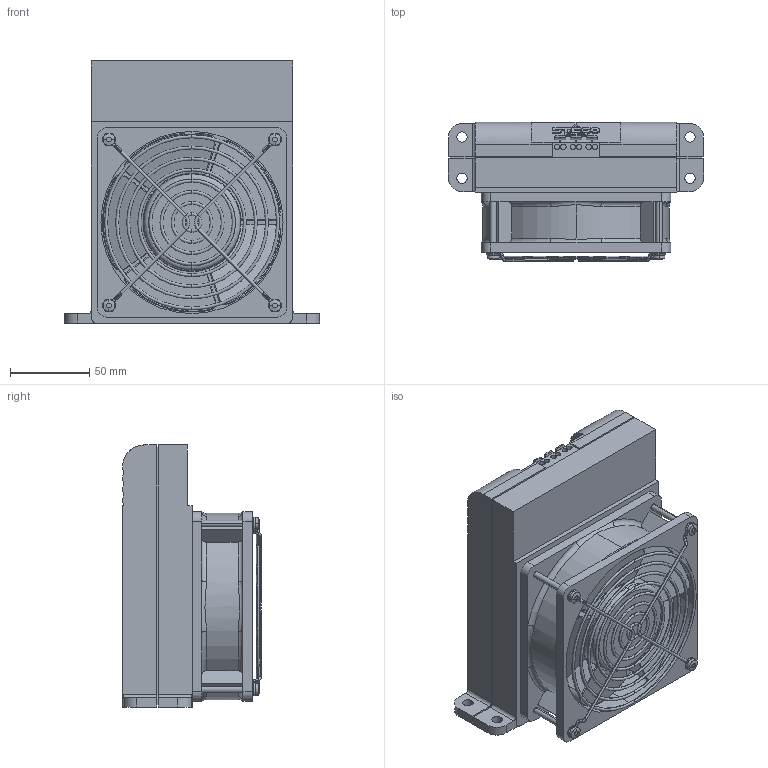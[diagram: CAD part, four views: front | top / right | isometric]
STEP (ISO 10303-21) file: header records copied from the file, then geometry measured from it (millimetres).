
FILE_DESCRIPTION (( 'STEP AP214' ), '1' );
FILE_NAME ('HVI03080.0-01_eplan_08_2013.STEP', '2013-08-19T15:42:49', ( 'Nutzer' ), ( '' ), 'SwSTEP 2.0', 'SolidWorks 2013', '' );
FILE_SCHEMA (( 'AUTOMOTIVE_DESIGN' ));
Length unit declared in the file: millimetre
Products named in the file (1): HVI03080.0-01_eplan_08_2013
Bounding box: 161 x 87.7 x 165.5 mm (x, y, z)
Volume: 1276224.2 mm3; surface area: 127404.7 mm2
Topology: 2 solids, 2 shells, 963 faces, 2555 edges, 1674 vertices
Faces by surface type: plane 464, cylinder 310, torus 98, bspline 91
Entity records: 33337 total; most frequent: CARTESIAN_POINT 9354, ORIENTED_EDGE 5110, DIRECTION 4844, EDGE_CURVE 2555, AXIS2_PLACEMENT_3D 1688, VERTEX_POINT 1674, LINE 1468, VECTOR 1468
